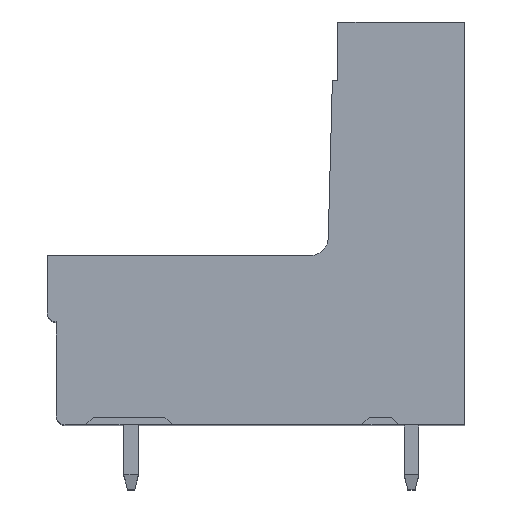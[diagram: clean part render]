
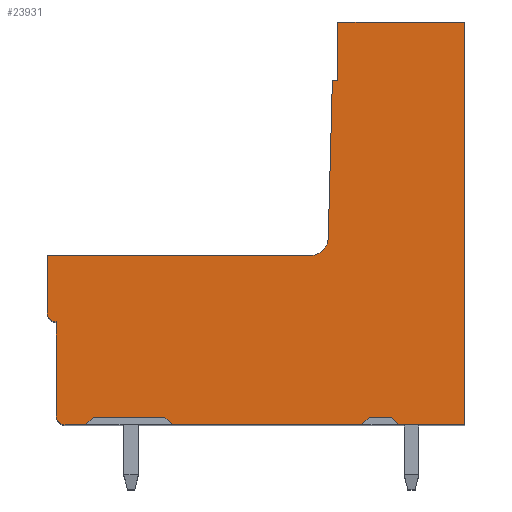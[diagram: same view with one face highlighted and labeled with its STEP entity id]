
A CAD part, top view. The second image highlights one B-rep face of the part: STEP entity #23931.
In plain terms, the highlighted planar face has unit normal (0, 0, 1).
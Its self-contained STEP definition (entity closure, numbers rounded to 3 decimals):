
#2509=DIRECTION('',(0.,1.,0.));
#2510=VECTOR('',#2509,21.9);
#2511=CARTESIAN_POINT('',(0.006,0.,
-104.583));
#2512=LINE('',#2511,#2510);
#6000=DIRECTION('',(0.,-1.,0.));
#6001=VECTOR('',#6000,5.1);
#6002=CARTESIAN_POINT('',(-22.194,5.6,-104.583));
#6003=LINE('',#6002,#6001);
#8418=DIRECTION('',(-1.,0.,0.));
#8419=VECTOR('',#8418,0.3);
#8420=CARTESIAN_POINT('',(-6.894,18.7,-104.583));
#8421=LINE('',#8420,#8419);
#8426=DIRECTION('',(0.,-1.,0.));
#8427=VECTOR('',#8426,3.2);
#8428=CARTESIAN_POINT('',(-6.894,21.9,-104.583));
#8429=LINE('',#8428,#8427);
#8430=DIRECTION('',(-1.,0.,0.));
#8431=VECTOR('',#8430,10.3);
#8432=CARTESIAN_POINT('',(-5.594,0.,
-104.583));
#8433=LINE('',#8432,#8431);
#8434=DIRECTION('',(-0.707,0.707,0.));
#8435=VECTOR('',#8434,0.566);
#8436=CARTESIAN_POINT('',(-15.894,0.,
-104.583));
#8437=LINE('',#8436,#8435);
#8438=DIRECTION('',(-1.,0.,0.));
#8439=VECTOR('',#8438,3.9);
#8440=CARTESIAN_POINT('',(-16.294,0.4,
-104.583));
#8441=LINE('',#8440,#8439);
#8442=DIRECTION('',(-1.,0.,0.));
#8443=VECTOR('',#8442,1.1);
#8444=CARTESIAN_POINT('',(-20.594,0.,
-104.583));
#8445=LINE('',#8444,#8443);
#8446=CARTESIAN_POINT('',(-21.694,0.5,-104.583));
#8447=DIRECTION('',(0.,0.,-1.));
#8448=DIRECTION('',(0.,-1.,0.));
#8449=AXIS2_PLACEMENT_3D('',#8446,#8447,#8448);
#8451=CARTESIAN_POINT('',(-22.194,6.1,-104.583));
#8452=DIRECTION('',(0.,0.,-1.));
#8453=DIRECTION('',(0.,-1.,0.));
#8454=AXIS2_PLACEMENT_3D('',#8451,#8452,#8453);
#8456=DIRECTION('',(0.,1.,0.));
#8457=VECTOR('',#8456,3.1);
#8458=CARTESIAN_POINT('',(-22.694,6.1,
-104.583));
#8459=LINE('',#8458,#8457);
#8460=DIRECTION('',(1.,0.,0.));
#8461=VECTOR('',#8460,14.277);
#8462=CARTESIAN_POINT('',(-22.694,9.2,-104.583));
#8463=LINE('',#8462,#8461);
#8464=CARTESIAN_POINT('',(-8.417,10.2,-104.583));
#8465=DIRECTION('',(0.,0.,1.));
#8466=DIRECTION('',(0.,-1.,0.));
#8467=AXIS2_PLACEMENT_3D('',#8464,#8465,#8466);
#8469=DIRECTION('',(0.026,1.,0.));
#8470=VECTOR('',#8469,8.529);
#8471=CARTESIAN_POINT('',(-7.417,10.174,
-104.583));
#8472=LINE('',#8471,#8470);
#8473=DIRECTION('',(1.,0.,0.));
#8474=VECTOR('',#8473,6.9);
#8475=CARTESIAN_POINT('',(-6.894,21.9,-104.583));
#8476=LINE('',#8475,#8474);
#8477=DIRECTION('',(-1.,0.,0.));
#8478=VECTOR('',#8477,3.6);
#8479=CARTESIAN_POINT('',(0.006,0.,
-104.583));
#8480=LINE('',#8479,#8478);
#8481=DIRECTION('',(-0.707,0.707,0.));
#8482=VECTOR('',#8481,0.566);
#8483=CARTESIAN_POINT('',(-3.594,0.,
-104.583));
#8484=LINE('',#8483,#8482);
#8485=DIRECTION('',(-0.707,-0.707,0.));
#8486=VECTOR('',#8485,0.566);
#8487=CARTESIAN_POINT('',(-5.194,0.4,
-104.583));
#8488=LINE('',#8487,#8486);
#8505=DIRECTION('',(-0.707,-0.707,0.));
#8506=VECTOR('',#8505,0.566);
#8507=CARTESIAN_POINT('',(-20.194,0.4,
-104.583));
#8508=LINE('',#8507,#8506);
#8541=DIRECTION('',(1.,0.,0.));
#8542=VECTOR('',#8541,1.2);
#8543=CARTESIAN_POINT('',(-5.194,0.4,
-104.583));
#8544=LINE('',#8543,#8542);
#9219=CARTESIAN_POINT('',(-5.594,0.,
-104.583));
#9221=VERTEX_POINT('',#9219);
#9225=CARTESIAN_POINT('',(-3.594,0.,
-104.583));
#9226=VERTEX_POINT('',#9225);
#9342=CARTESIAN_POINT('',(-16.294,0.4,
-104.583));
#9343=VERTEX_POINT('',#9342);
#9344=CARTESIAN_POINT('',(-7.417,10.174,
-104.583));
#9345=CARTESIAN_POINT('',(-7.194,18.7,-104.583));
#9346=VERTEX_POINT('',#9344);
#9347=VERTEX_POINT('',#9345);
#9348=CARTESIAN_POINT('',(-6.894,18.7,-104.583));
#9349=VERTEX_POINT('',#9348);
#9350=CARTESIAN_POINT('',(-6.894,21.9,-104.583));
#9351=VERTEX_POINT('',#9350);
#9352=CARTESIAN_POINT('',(-3.994,0.4,
-104.583));
#9353=VERTEX_POINT('',#9352);
#9354=CARTESIAN_POINT('',(-5.194,0.4,
-104.583));
#9355=VERTEX_POINT('',#9354);
#9360=CARTESIAN_POINT('',(-21.694,0.,-104.583));
#9361=CARTESIAN_POINT('',(-22.194,0.5,
-104.583));
#9362=VERTEX_POINT('',#9360);
#9363=VERTEX_POINT('',#9361);
#9364=CARTESIAN_POINT('',(-22.194,5.6,-104.583));
#9365=VERTEX_POINT('',#9364);
#9366=CARTESIAN_POINT('',(-22.694,6.1,
-104.583));
#9367=VERTEX_POINT('',#9366);
#9368=CARTESIAN_POINT('',(-22.694,9.2,-104.583));
#9369=VERTEX_POINT('',#9368);
#9618=CARTESIAN_POINT('',(0.006,0.,
-104.583));
#9619=CARTESIAN_POINT('',(0.006,21.9,-104.583));
#9620=VERTEX_POINT('',#9618);
#9621=VERTEX_POINT('',#9619);
#9622=CARTESIAN_POINT('',(-20.194,0.4,
-104.583));
#9623=CARTESIAN_POINT('',(-20.594,0.,
-104.583));
#9624=VERTEX_POINT('',#9622);
#9625=VERTEX_POINT('',#9623);
#9626=CARTESIAN_POINT('',(-15.894,0.,
-104.583));
#9627=VERTEX_POINT('',#9626);
#9628=CARTESIAN_POINT('',(-8.417,9.2,-104.583));
#9629=VERTEX_POINT('',#9628);
#23898=CARTESIAN_POINT('',(-21.694,0.5,
-104.583));
#23899=DIRECTION('',(0.,0.,-1.));
#23900=DIRECTION('',(-1.,0.,0.));
#23901=AXIS2_PLACEMENT_3D('',#23898,#23899,#23900);
#23902=PLANE('',#23901);
#23903=ORIENTED_EDGE('',*,*,#18488,.T.);
#23905=ORIENTED_EDGE('',*,*,#23904,.T.);
#23907=ORIENTED_EDGE('',*,*,#23906,.T.);
#23909=ORIENTED_EDGE('',*,*,#23908,.T.);
#23910=ORIENTED_EDGE('',*,*,#18480,.T.);
#23911=ORIENTED_EDGE('',*,*,#20135,.T.);
#23912=ORIENTED_EDGE('',*,*,#20150,.F.);
#23913=ORIENTED_EDGE('',*,*,#20165,.T.);
#23914=ORIENTED_EDGE('',*,*,#20180,.T.);
#23915=ORIENTED_EDGE('',*,*,#20195,.T.);
#23916=ORIENTED_EDGE('',*,*,#23846,.T.);
#23917=ORIENTED_EDGE('',*,*,#23861,.T.);
#23918=ORIENTED_EDGE('',*,*,#23876,.F.);
#23919=ORIENTED_EDGE('',*,*,#23890,.F.);
#23920=ORIENTED_EDGE('',*,*,#11723,.T.);
#23921=ORIENTED_EDGE('',*,*,#14855,.F.);
#23922=ORIENTED_EDGE('',*,*,#18496,.T.);
#23924=ORIENTED_EDGE('',*,*,#23923,.T.);
#23926=ORIENTED_EDGE('',*,*,#23925,.F.);
#23928=ORIENTED_EDGE('',*,*,#23927,.T.);
#23929=EDGE_LOOP('',(#23903,#23905,#23907,#23909,#23910,#23911,#23912,#23913,
#23914,#23915,#23916,#23917,#23918,#23919,#23920,#23921,#23922,#23924,#23926,
#23928));
#23930=FACE_OUTER_BOUND('',#23929,.F.);
#23931=ADVANCED_FACE('',(#23930),#23902,.F.);
#8450=CIRCLE('',#8449,0.5);
#8455=CIRCLE('',#8454,0.5);
#8468=CIRCLE('',#8467,1.);
#11723=EDGE_CURVE('',#9351,#9621,#8476,.T.);
#14855=EDGE_CURVE('',#9620,#9621,#2512,.T.);
#18480=EDGE_CURVE('',#9625,#9362,#8445,.T.);
#18488=EDGE_CURVE('',#9221,#9627,#8433,.T.);
#18496=EDGE_CURVE('',#9620,#9226,#8480,.T.);
#20135=EDGE_CURVE('',#9362,#9363,#8450,.T.);
#20150=EDGE_CURVE('',#9365,#9363,#6003,.T.);
#20165=EDGE_CURVE('',#9365,#9367,#8455,.T.);
#20180=EDGE_CURVE('',#9367,#9369,#8459,.T.);
#20195=EDGE_CURVE('',#9369,#9629,#8463,.T.);
#23846=EDGE_CURVE('',#9629,#9346,#8468,.T.);
#23861=EDGE_CURVE('',#9346,#9347,#8472,.T.);
#23876=EDGE_CURVE('',#9349,#9347,#8421,.T.);
#23890=EDGE_CURVE('',#9351,#9349,#8429,.T.);
#23904=EDGE_CURVE('',#9627,#9343,#8437,.T.);
#23906=EDGE_CURVE('',#9343,#9624,#8441,.T.);
#23908=EDGE_CURVE('',#9624,#9625,#8508,.T.);
#23923=EDGE_CURVE('',#9226,#9353,#8484,.T.);
#23925=EDGE_CURVE('',#9355,#9353,#8544,.T.);
#23927=EDGE_CURVE('',#9355,#9221,#8488,.T.);
